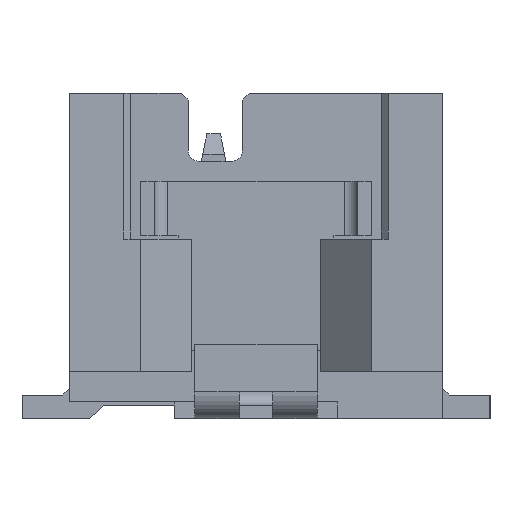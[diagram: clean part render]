
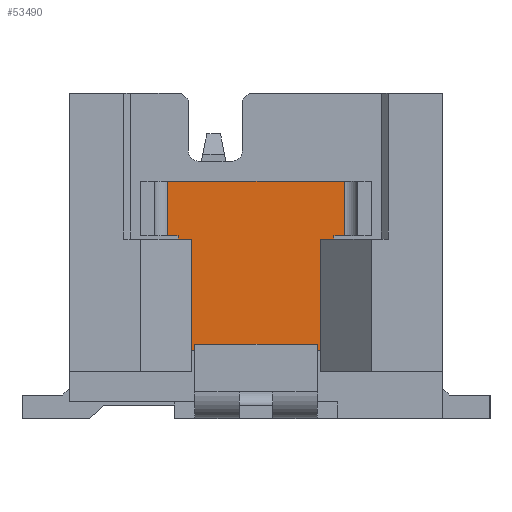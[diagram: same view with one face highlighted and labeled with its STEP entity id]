
A CAD part, left-side view. The second image highlights one B-rep face of the part: STEP entity #53490.
In plain terms, the highlighted planar face has unit normal (-1, 0, 0).
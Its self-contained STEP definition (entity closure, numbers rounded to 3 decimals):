
#51990=CARTESIAN_POINT('',(-7.875,0.95,1.));
#52000=VERTEX_POINT('',#51990);
#52100=CARTESIAN_POINT('',(-7.875,0.95,2.65));
#52110=VERTEX_POINT('',#52100);
#52140=CARTESIAN_POINT('',(-7.875,0.95,0.));
#52150=DIRECTION('',(-0.,0.,-1.));
#52160=VECTOR('',#52150,1.);
#52170=LINE('',#52140,#52160);
#52180=EDGE_CURVE('',#52110,#52000,#52170,.T.);
#52230=CARTESIAN_POINT('',(-7.875,-1.365,3.578));
#52240=DIRECTION('',(-1.,0.,0.));
#52250=DIRECTION('',(0.,1.,0.));
#52260=AXIS2_PLACEMENT_3D('',#52230,#52240,#52250);
#52270=PLANE('',#52260);
#52280=CARTESIAN_POINT('',(-7.875,1.219,1.));
#52290=DIRECTION('',(-0.,1.,0.));
#52300=VECTOR('',#52290,1.);
#52310=LINE('',#52280,#52300);
#52320=CARTESIAN_POINT('',(-7.875,-0.95,1.));
#52330=VERTEX_POINT('',#52320);
#52340=CARTESIAN_POINT('',(-7.875,-0.9,1.));
#52350=VERTEX_POINT('',#52340);
#52360=EDGE_CURVE('',#52330,#52350,#52310,.T.);
#52370=ORIENTED_EDGE('',*,*,#52360,.F.);
#52380=CARTESIAN_POINT('',(-7.875,-0.9,0.));
#52390=DIRECTION('',(-0.,-0.,-1.));
#52400=VECTOR('',#52390,1.);
#52410=LINE('',#52380,#52400);
#52420=CARTESIAN_POINT('',(-7.875,-0.9,0.4));
#52430=VERTEX_POINT('',#52420);
#52440=EDGE_CURVE('',#52350,#52430,#52410,.T.);
#52450=ORIENTED_EDGE('',*,*,#52440,.F.);
#52460=CARTESIAN_POINT('',(-7.875,-0.9,0.4));
#52470=DIRECTION('',(0.,1.,0.));
#52480=VECTOR('',#52470,1.);
#52490=LINE('',#52460,#52480);
#52500=CARTESIAN_POINT('',(-7.875,0.9,0.4));
#52510=VERTEX_POINT('',#52500);
#52520=EDGE_CURVE('',#52430,#52510,#52490,.T.);
#52530=ORIENTED_EDGE('',*,*,#52520,.F.);
#52540=CARTESIAN_POINT('',(-7.875,0.9,0.));
#52550=DIRECTION('',(-0.,-0.,1.));
#52560=VECTOR('',#52550,1.);
#52570=LINE('',#52540,#52560);
#52580=CARTESIAN_POINT('',(-7.875,0.9,1.));
#52590=VERTEX_POINT('',#52580);
#52600=EDGE_CURVE('',#52510,#52590,#52570,.T.);
#52610=ORIENTED_EDGE('',*,*,#52600,.F.);
#52620=CARTESIAN_POINT('',(-7.875,1.219,1.));
#52630=DIRECTION('',(-0.,1.,0.));
#52640=VECTOR('',#52630,1.);
#52650=LINE('',#52620,#52640);
#52660=EDGE_CURVE('',#52590,#52000,#52650,.T.);
#52670=ORIENTED_EDGE('',*,*,#52660,.F.);
#52680=ORIENTED_EDGE('',*,*,#52180,.T.);
#52690=CARTESIAN_POINT('',(-7.875,1.219,2.65));
#52700=DIRECTION('',(0.,1.,-0.));
#52710=VECTOR('',#52700,1.);
#52720=LINE('',#52690,#52710);
#52730=CARTESIAN_POINT('',(-7.875,1.15,2.65));
#52740=VERTEX_POINT('',#52730);
#52750=EDGE_CURVE('',#52110,#52740,#52720,.T.);
#52760=ORIENTED_EDGE('',*,*,#52750,.F.);
#52770=CARTESIAN_POINT('',(-7.875,1.15,0.));
#52780=DIRECTION('',(-0.,-0.,1.));
#52790=VECTOR('',#52780,1.);
#52800=LINE('',#52770,#52790);
#52810=CARTESIAN_POINT('',(-7.875,1.15,2.7));
#52820=VERTEX_POINT('',#52810);
#52830=EDGE_CURVE('',#52740,#52820,#52800,.T.);
#52840=ORIENTED_EDGE('',*,*,#52830,.F.);
#52850=CARTESIAN_POINT('',(-7.875,1.219,2.7));
#52860=DIRECTION('',(0.,-1.,-0.));
#52870=VECTOR('',#52860,1.);
#52880=LINE('',#52850,#52870);
#52890=CARTESIAN_POINT('',(-7.875,1.3,2.7));
#52900=VERTEX_POINT('',#52890);
#52910=EDGE_CURVE('',#52900,#52820,#52880,.T.);
#52920=ORIENTED_EDGE('',*,*,#52910,.T.);
#52930=CARTESIAN_POINT('',(-7.875,1.3,2.7));
#52940=DIRECTION('',(0.,0.,1.));
#52950=VECTOR('',#52940,1.);
#52960=LINE('',#52930,#52950);
#52970=CARTESIAN_POINT('',(-7.875,1.3,3.5));
#52980=VERTEX_POINT('',#52970);
#52990=EDGE_CURVE('',#52900,#52980,#52960,.T.);
#53000=ORIENTED_EDGE('',*,*,#52990,.F.);
#53010=CARTESIAN_POINT('',(-7.875,1.219,3.5));
#53020=DIRECTION('',(-0.,-1.,0.));
#53030=VECTOR('',#53020,1.);
#53040=LINE('',#53010,#53030);
#53050=CARTESIAN_POINT('',(-7.875,-1.3,3.5));
#53060=VERTEX_POINT('',#53050);
#53070=EDGE_CURVE('',#52980,#53060,#53040,.T.);
#53080=ORIENTED_EDGE('',*,*,#53070,.F.);
#53090=CARTESIAN_POINT('',(-7.875,-1.3,3.5));
#53100=DIRECTION('',(0.,0.,-1.));
#53110=VECTOR('',#53100,1.);
#53120=LINE('',#53090,#53110);
#53130=CARTESIAN_POINT('',(-7.875,-1.3,2.7));
#53140=VERTEX_POINT('',#53130);
#53150=EDGE_CURVE('',#53060,#53140,#53120,.T.);
#53160=ORIENTED_EDGE('',*,*,#53150,.F.);
#53170=CARTESIAN_POINT('',(-7.875,1.219,2.7));
#53180=DIRECTION('',(0.,-1.,-0.));
#53190=VECTOR('',#53180,1.);
#53200=LINE('',#53170,#53190);
#53210=CARTESIAN_POINT('',(-7.875,-1.15,2.7));
#53220=VERTEX_POINT('',#53210);
#53230=EDGE_CURVE('',#53220,#53140,#53200,.T.);
#53240=ORIENTED_EDGE('',*,*,#53230,.T.);
#53250=CARTESIAN_POINT('',(-7.875,-1.15,0.));
#53260=DIRECTION('',(-0.,-0.,-1.));
#53270=VECTOR('',#53260,1.);
#53280=LINE('',#53250,#53270);
#53290=CARTESIAN_POINT('',(-7.875,-1.15,2.65));
#53300=VERTEX_POINT('',#53290);
#53310=EDGE_CURVE('',#53220,#53300,#53280,.T.);
#53320=ORIENTED_EDGE('',*,*,#53310,.F.);
#53330=CARTESIAN_POINT('',(-7.875,1.219,2.65));
#53340=DIRECTION('',(0.,1.,-0.));
#53350=VECTOR('',#53340,1.);
#53360=LINE('',#53330,#53350);
#53370=CARTESIAN_POINT('',(-7.875,-0.95,2.65));
#53380=VERTEX_POINT('',#53370);
#53390=EDGE_CURVE('',#53300,#53380,#53360,.T.);
#53400=ORIENTED_EDGE('',*,*,#53390,.F.);
#53410=CARTESIAN_POINT('',(-7.875,-0.95,0.));
#53420=DIRECTION('',(-0.,-0.,1.));
#53430=VECTOR('',#53420,1.);
#53440=LINE('',#53410,#53430);
#53450=EDGE_CURVE('',#52330,#53380,#53440,.T.);
#53460=ORIENTED_EDGE('',*,*,#53450,.T.);
#53470=EDGE_LOOP('',(#53460,#53400,#53320,#53240,#53160,#53080,#53000,
#52920,#52840,#52760,#52680,#52670,#52610,#52530,#52450,#52370));
#53480=FACE_OUTER_BOUND('',#53470,.T.);
#53490=ADVANCED_FACE('',(#53480),#52270,.T.);
